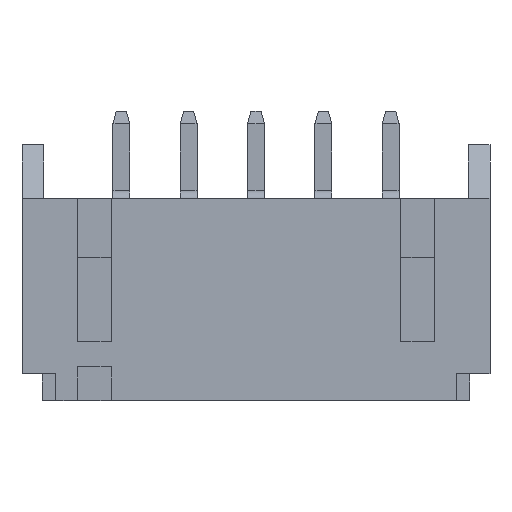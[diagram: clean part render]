
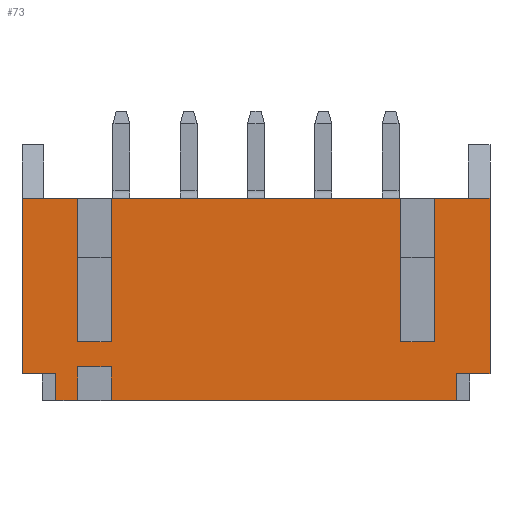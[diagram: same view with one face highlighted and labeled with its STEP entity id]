
A CAD part, top view. The second image highlights one B-rep face of the part: STEP entity #73.
In plain terms, the highlighted planar face has unit normal (0, 0, 1).
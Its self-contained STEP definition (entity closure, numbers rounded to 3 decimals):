
#73=ADVANCED_FACE('',(#2260),#2262,.T.);
#2260=FACE_BOUND('',#2261,.T.);
#2261=EDGE_LOOP('',(#3981,#3982,#3983,#3984,#3985,#3986,#3987,#3988,#3989,#3990,
#3991,#3992,#3993,#3994,#3995,#3996,#3997,#3998,#3999,#4000));
#2262=PLANE('',#2263);
#2263=AXIS2_PLACEMENT_3D('',#2264,#2265,#2266);
#2264=CARTESIAN_POINT('',(-1.,-6.,5.5));
#2265=DIRECTION('',(0.,0.,1.));
#2266=DIRECTION('',(1.,0.,0.));
#3981=ORIENTED_EDGE('',*,*,#5263,.T.);
#3982=ORIENTED_EDGE('',*,*,#5264,.T.);
#3983=ORIENTED_EDGE('',*,*,#5265,.T.);
#3984=ORIENTED_EDGE('',*,*,#5266,.T.);
#3985=ORIENTED_EDGE('',*,*,#5267,.T.);
#3986=ORIENTED_EDGE('',*,*,#5268,.F.);
#3987=ORIENTED_EDGE('',*,*,#5269,.T.);
#3988=ORIENTED_EDGE('',*,*,#5270,.T.);
#3989=ORIENTED_EDGE('',*,*,#5271,.T.);
#3990=ORIENTED_EDGE('',*,*,#5272,.F.);
#3991=ORIENTED_EDGE('',*,*,#5273,.T.);
#3992=ORIENTED_EDGE('',*,*,#5274,.T.);
#3993=ORIENTED_EDGE('',*,*,#5275,.T.);
#3994=ORIENTED_EDGE('',*,*,#5276,.F.);
#3995=ORIENTED_EDGE('',*,*,#5277,.F.);
#3996=ORIENTED_EDGE('',*,*,#5278,.T.);
#3997=ORIENTED_EDGE('',*,*,#5279,.T.);
#3998=ORIENTED_EDGE('',*,*,#5280,.T.);
#3999=ORIENTED_EDGE('',*,*,#5281,.T.);
#4000=ORIENTED_EDGE('',*,*,#5282,.T.);
#5263=EDGE_CURVE('',#5904,#5905,#5906,.F.);
#5264=EDGE_CURVE('',#5905,#5907,#5908,.T.);
#5265=EDGE_CURVE('',#5907,#5909,#5910,.F.);
#5266=EDGE_CURVE('',#5909,#5911,#5912,.T.);
#5267=EDGE_CURVE('',#5911,#5913,#5914,.T.);
#5268=EDGE_CURVE('',#5915,#5913,#5916,.T.);
#5269=EDGE_CURVE('',#5915,#5917,#5918,.T.);
#5270=EDGE_CURVE('',#5917,#5919,#5920,.T.);
#5271=EDGE_CURVE('',#5919,#5921,#5922,.T.);
#5272=EDGE_CURVE('',#5923,#5921,#5924,.T.);
#5273=EDGE_CURVE('',#5923,#5925,#5926,.F.);
#5274=EDGE_CURVE('',#5925,#5927,#5928,.F.);
#5275=EDGE_CURVE('',#5927,#5929,#5930,.F.);
#5276=EDGE_CURVE('',#5931,#5929,#5932,.T.);
#5277=EDGE_CURVE('',#5933,#5931,#5934,.T.);
#5278=EDGE_CURVE('',#5933,#5935,#5936,.F.);
#5279=EDGE_CURVE('',#5935,#5937,#5938,.T.);
#5280=EDGE_CURVE('',#5937,#5939,#5940,.T.);
#5281=EDGE_CURVE('',#5939,#5941,#5942,.F.);
#5282=EDGE_CURVE('',#5941,#5904,#5943,.F.);
#5904=VERTEX_POINT('',#6955);
#5905=VERTEX_POINT('',#6956);
#5906=LINE('',#6957,#6958);
#5907=VERTEX_POINT('',#6960);
#5908=LINE('',#6961,#6962);
#5909=VERTEX_POINT('',#6964);
#5910=LINE('',#6965,#6966);
#5911=VERTEX_POINT('',#6968);
#5912=LINE('',#6969,#6970);
#5913=VERTEX_POINT('',#6972);
#5914=LINE('',#6973,#6974);
#5915=VERTEX_POINT('',#6976);
#5916=LINE('',#6977,#6978);
#5917=VERTEX_POINT('',#6980);
#5918=LINE('',#6981,#6982);
#5919=VERTEX_POINT('',#6984);
#5920=LINE('',#6985,#6986);
#5921=VERTEX_POINT('',#6988);
#5922=LINE('',#6989,#6990);
#5923=VERTEX_POINT('',#6992);
#5924=LINE('',#6993,#6994);
#5925=VERTEX_POINT('',#6996);
#5926=LINE('',#6997,#6998);
#5927=VERTEX_POINT('',#7000);
#5928=LINE('',#7001,#7002);
#5929=VERTEX_POINT('',#7004);
#5930=LINE('',#7005,#7006);
#5931=VERTEX_POINT('',#7008);
#5932=LINE('',#7009,#7010);
#5933=VERTEX_POINT('',#7012);
#5934=LINE('',#7013,#7014);
#5935=VERTEX_POINT('',#7016);
#5936=LINE('',#7017,#7018);
#5937=VERTEX_POINT('',#7020);
#5938=LINE('',#7021,#7022);
#5939=VERTEX_POINT('',#7024);
#5940=LINE('',#7025,#7026);
#5941=VERTEX_POINT('',#7028);
#5942=LINE('',#7029,#7030);
#5943=LINE('',#7032,#7033);
#6955=CARTESIAN_POINT('',(-0.3,-5.,5.5));
#6956=CARTESIAN_POINT('',(-0.3,-6.,5.5));
#6957=CARTESIAN_POINT('',(-0.3,-6.,5.5));
#6958=VECTOR('',#6959,1.);
#6959=DIRECTION('',(0.,1.,0.));
#6960=CARTESIAN_POINT('',(9.95,-6.,5.5));
#6961=CARTESIAN_POINT('',(-0.3,-6.,5.5));
#6962=VECTOR('',#6963,1.);
#6963=DIRECTION('',(1.,0.,0.));
#6964=CARTESIAN_POINT('',(9.95,-5.2,5.5));
#6965=CARTESIAN_POINT('',(9.95,-5.2,5.5));
#6966=VECTOR('',#6967,1.);
#6967=DIRECTION('',(0.,-1.,0.));
#6968=CARTESIAN_POINT('',(10.95,-5.2,5.5));
#6969=CARTESIAN_POINT('',(9.95,-5.2,5.5));
#6970=VECTOR('',#6971,1.);
#6971=DIRECTION('',(1.,0.,0.));
#6972=CARTESIAN_POINT('',(10.95,0.,5.5));
#6973=CARTESIAN_POINT('',(10.95,-5.2,5.5));
#6974=VECTOR('',#6975,1.);
#6975=DIRECTION('',(0.,1.,0.));
#6976=CARTESIAN_POINT('',(9.3,0.,5.5));
#6977=CARTESIAN_POINT('',(9.3,0.,5.5));
#6978=VECTOR('',#6979,1.);
#6979=DIRECTION('',(1.,0.,0.));
#6980=CARTESIAN_POINT('',(9.3,-4.25,5.5));
#6981=CARTESIAN_POINT('',(9.3,0.,5.5));
#6982=VECTOR('',#6983,1.);
#6983=DIRECTION('',(0.,-1.,0.));
#6984=CARTESIAN_POINT('',(8.3,-4.25,5.5));
#6985=CARTESIAN_POINT('',(9.3,-4.25,5.5));
#6986=VECTOR('',#6987,1.);
#6987=DIRECTION('',(-1.,0.,0.));
#6988=CARTESIAN_POINT('',(8.3,0.,5.5));
#6989=CARTESIAN_POINT('',(8.3,-4.25,5.5));
#6990=VECTOR('',#6991,1.);
#6991=DIRECTION('',(0.,1.,0.));
#6992=CARTESIAN_POINT('',(-0.3,0.,5.5));
#6993=CARTESIAN_POINT('',(-0.3,0.,5.5));
#6994=VECTOR('',#6995,1.);
#6995=DIRECTION('',(1.,0.,0.));
#6996=CARTESIAN_POINT('',(-0.3,-4.25,5.5));
#6997=CARTESIAN_POINT('',(-0.3,-4.25,5.5));
#6998=VECTOR('',#6999,1.);
#6999=DIRECTION('',(0.,1.,0.));
#7000=CARTESIAN_POINT('',(-1.3,-4.25,5.5));
#7001=CARTESIAN_POINT('',(-1.3,-4.25,5.5));
#7002=VECTOR('',#7003,1.);
#7003=DIRECTION('',(1.,0.,0.));
#7004=CARTESIAN_POINT('',(-1.3,0.,5.5));
#7005=CARTESIAN_POINT('',(-1.3,0.,5.5));
#7006=VECTOR('',#7007,1.);
#7007=DIRECTION('',(0.,-1.,0.));
#7008=CARTESIAN_POINT('',(-2.95,0.,5.5));
#7009=CARTESIAN_POINT('',(-2.95,0.,5.5));
#7010=VECTOR('',#7011,1.);
#7011=DIRECTION('',(1.,0.,0.));
#7012=CARTESIAN_POINT('',(-2.95,-5.2,5.5));
#7013=CARTESIAN_POINT('',(-2.95,-5.2,5.5));
#7014=VECTOR('',#7015,1.);
#7015=DIRECTION('',(0.,1.,0.));
#7016=CARTESIAN_POINT('',(-1.95,-5.2,5.5));
#7017=CARTESIAN_POINT('',(-1.95,-5.2,5.5));
#7018=VECTOR('',#7019,1.);
#7019=DIRECTION('',(-1.,0.,0.));
#7020=CARTESIAN_POINT('',(-1.95,-6.,5.5));
#7021=CARTESIAN_POINT('',(-1.95,-5.2,5.5));
#7022=VECTOR('',#7023,1.);
#7023=DIRECTION('',(0.,-1.,0.));
#7024=CARTESIAN_POINT('',(-1.3,-6.,5.5));
#7025=CARTESIAN_POINT('',(-1.95,-6.,5.5));
#7026=VECTOR('',#7027,1.);
#7027=DIRECTION('',(1.,0.,0.));
#7028=CARTESIAN_POINT('',(-1.3,-5.,5.5));
#7029=CARTESIAN_POINT('',(-1.3,-5.,5.5));
#7030=VECTOR('',#7031,1.);
#7031=DIRECTION('',(0.,-1.,0.));
#7032=CARTESIAN_POINT('',(-0.3,-5.,5.5));
#7033=VECTOR('',#7034,1.);
#7034=DIRECTION('',(-1.,0.,0.));
